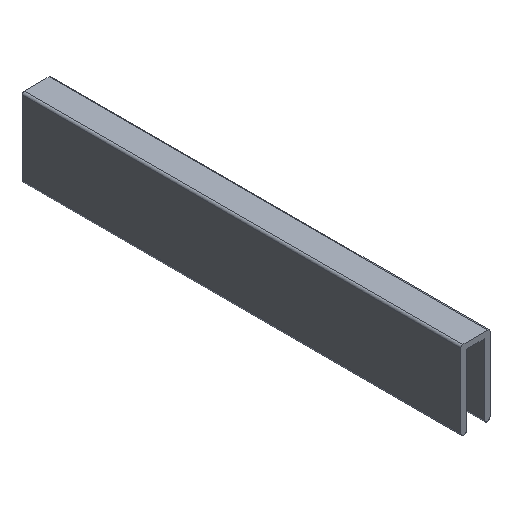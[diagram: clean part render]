
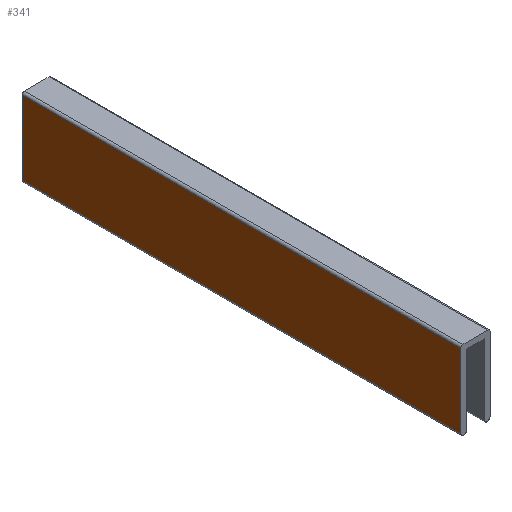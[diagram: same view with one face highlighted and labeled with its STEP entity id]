
A CAD part, isometric view. The second image highlights one B-rep face of the part: STEP entity #341.
In plain terms, the highlighted planar face has unit normal (-1, 0, 0).
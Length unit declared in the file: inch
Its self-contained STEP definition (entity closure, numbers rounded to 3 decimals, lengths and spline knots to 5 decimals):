
#24=CARTESIAN_POINT('',(6.13505,10.20386,-0.505));
#25=VERTEX_POINT('',#24);
#43=CARTESIAN_POINT('',(6.13505,4.20386,-0.505));
#44=VERTEX_POINT('',#43);
#52=CARTESIAN_POINT('',(6.13505,4.20386,-0.505));
#53=DIRECTION('',(0.,1.,0.));
#54=VECTOR('',#53,1.);
#55=LINE('',#52,#54);
#56=EDGE_CURVE('',#44,#25,#55,.T.);
#287=CARTESIAN_POINT('',(6.13505,10.20386,0.505));
#288=VERTEX_POINT('',#287);
#296=CARTESIAN_POINT('',(6.13505,4.20386,0.505));
#297=VERTEX_POINT('',#296);
#298=CARTESIAN_POINT('',(6.13505,4.20386,0.505));
#299=DIRECTION('',(0.,1.,0.));
#300=VECTOR('',#299,1.);
#301=LINE('',#298,#300);
#302=EDGE_CURVE('',#297,#288,#301,.T.);
#320=CARTESIAN_POINT('',(6.13505,10.20386,0.505));
#321=DIRECTION('',(0.,0.,-1.));
#322=VECTOR('',#321,1.);
#323=LINE('',#320,#322);
#324=EDGE_CURVE('',#288,#25,#323,.T.);
#325=ORIENTED_EDGE('',*,*,#324,.T.);
#326=ORIENTED_EDGE('',*,*,#56,.F.);
#327=CARTESIAN_POINT('',(6.13505,4.20386,0.505));
#328=DIRECTION('',(0.,0.,-1.));
#329=VECTOR('',#328,1.);
#330=LINE('',#327,#329);
#331=EDGE_CURVE('',#297,#44,#330,.T.);
#332=ORIENTED_EDGE('',*,*,#331,.F.);
#333=ORIENTED_EDGE('',*,*,#302,.T.);
#334=EDGE_LOOP('',(#325,#326,#332,#333));
#335=FACE_OUTER_BOUND('',#334,.T.);
#336=CARTESIAN_POINT('',(6.13505,4.20386,0.));
#337=DIRECTION('',(-1.,0.,0.));
#338=DIRECTION('',(0.,0.,1.));
#339=AXIS2_PLACEMENT_3D('',#336,#337,#338);
#340=PLANE('',#339);
#341=ADVANCED_FACE('',(#335),#340,.T.);
